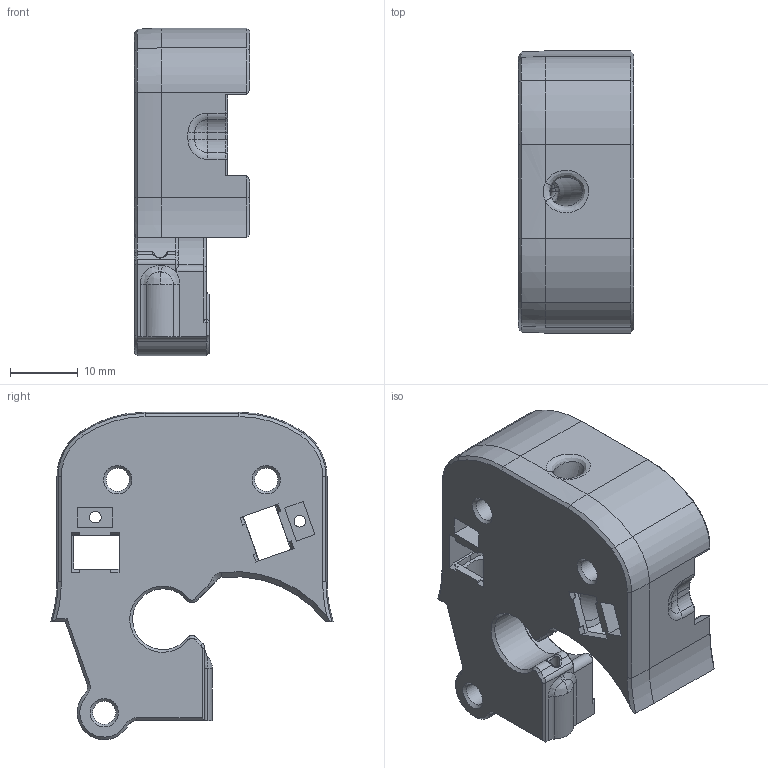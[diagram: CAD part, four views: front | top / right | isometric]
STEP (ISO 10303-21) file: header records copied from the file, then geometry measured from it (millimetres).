
FILE_DESCRIPTION(/* description */ (''),/* implementation_level */ '2;1');
FILE_NAME(/* name */ 'Mid_Body.stp',/* time_stamp */ '2021-09-22T11:59:07-03:00',/* author */ ('Diego.labarca'),/* organization */ (''),/* preprocessor_version */ 'ST-DEVELOPER v18.1',/* originating_system */ 'Autodesk Inventor 2021',/* authorisation */ '');
FILE_SCHEMA (('AUTOMOTIVE_DESIGN { 1 0 10303 214 3 1 1 }'));
Length unit declared in the file: millimetre
Products named in the file (1): Mid_Body
Bounding box: 17.05 x 41.78 x 48.5 mm (x, y, z)
Volume: 9163.8 mm3; surface area: 9416.5 mm2
Topology: 1 solids, 1 shells, 652 faces, 1780 edges, 1112 vertices
Faces by surface type: plane 217, cylinder 158, cone 137, bspline 99, torus 32, sphere 9
Full cylindrical faces by diameter (mm): 1.7 x2, 2 x3, 3.4 x3, 4 x1, 4.5 x2, 5.5 x2
Entity records: 28017 total; most frequent: CARTESIAN_POINT 12143, ORIENTED_EDGE 3554, DIRECTION 3105, EDGE_CURVE 1777, AXIS2_PLACEMENT_3D 1165, VERTEX_POINT 1114, LINE 775, VECTOR 775
